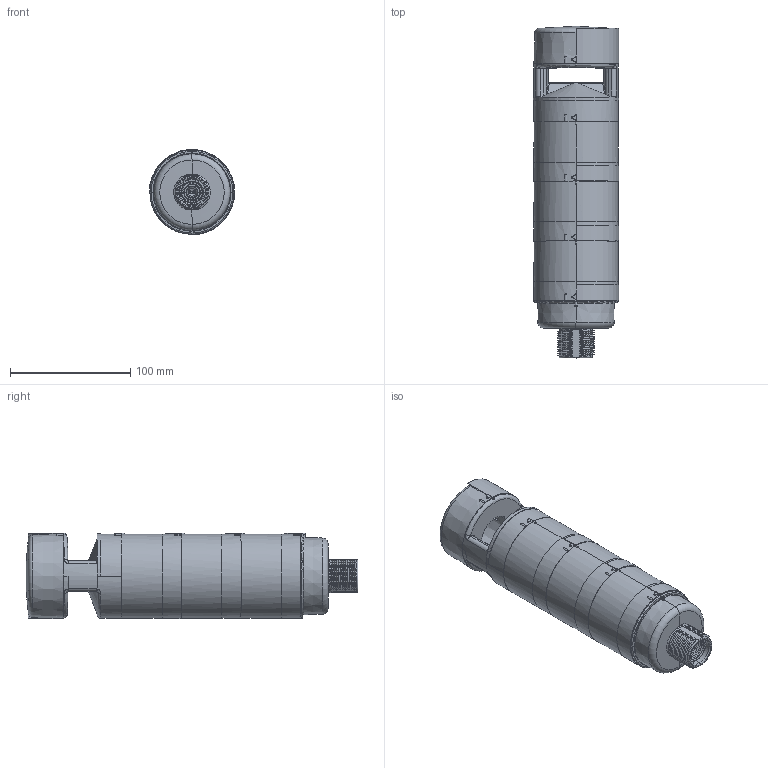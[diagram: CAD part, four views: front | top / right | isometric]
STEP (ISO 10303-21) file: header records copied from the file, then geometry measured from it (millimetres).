
FILE_DESCRIPTION((''),'2;1');
FILE_NAME('199005_ASM','2017-03-10T',('pdmadmin'),('BANNER ENGINEERING'),'CREO PARAMETRIC BY PTC INC, 2016260','CREO PARAMETRIC BY PTC INC, 2016260','');
FILE_SCHEMA(('CONFIG_CONTROL_DESIGN'));
Length unit declared in the file: millimetre
Products named in the file (6): 180077; 183492; 183493; 192654; 192655; 199005_ASM
Assembly tree (9 placements, depth 2):
  199005_ASM
    180077
    183492  x3
    183493  x3
    192654
    192655
Bounding box: 71 x 276.2 x 71.25 mm (x, y, z)
Volume: 259410.3 mm3; surface area: 188912.2 mm2
Topology: 9 solids, 14 shells, 2768 faces, 6658 edges, 3933 vertices
Faces by surface type: bspline 881, cylinder 717, plane 490, torus 300, cone 227, sphere 153
Entity records: 90374 total; most frequent: CARTESIAN_POINT 56993, ORIENTED_EDGE 7648, DIRECTION 6053, EDGE_CURVE 3830, AXIS2_PLACEMENT_3D 2536, VERTEX_POINT 2283, EDGE_LOOP 1650, FACE_OUTER_BOUND 1586
